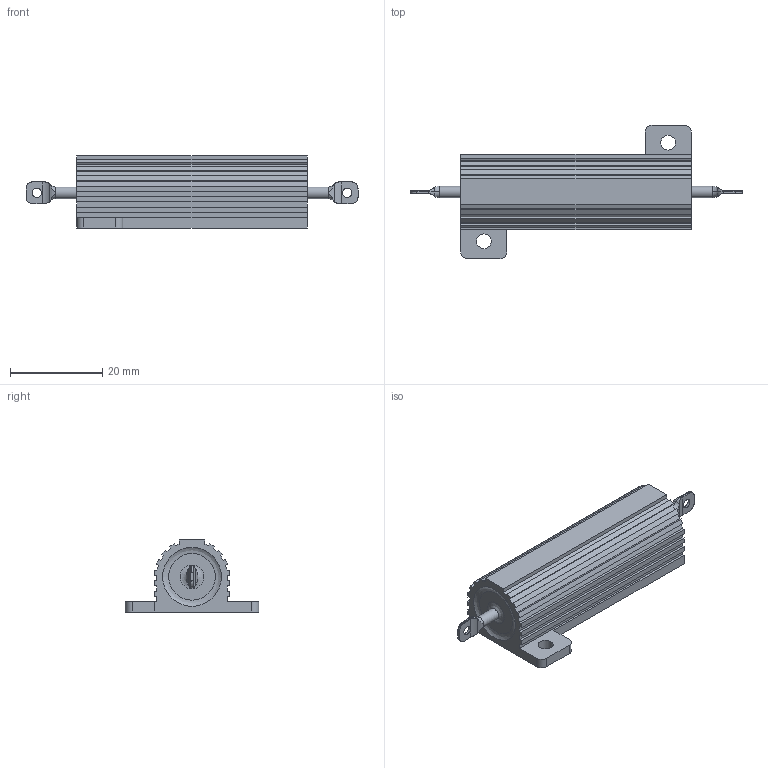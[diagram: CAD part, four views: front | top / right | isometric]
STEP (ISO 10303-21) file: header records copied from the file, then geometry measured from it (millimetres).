
FILE_DESCRIPTION(('FreeCAD Model'),'2;1');
FILE_NAME('Open CASCADE Shape Model','2024-08-25T18:38:03',(''),(''), 'Open CASCADE STEP processor 7.6','FreeCAD','Unknown');
FILE_SCHEMA(('AP242_MANAGED_MODEL_BASED_3D_ENGINEERING_MIM_LF. {1 0 10303 442 1 1 4 }'));
Length unit declared in the file: millimetre
Products named in the file (4): _0W_2Ohm_Power_Resistor; Body; Body001; Body002
Assembly tree (3 placements, depth 2):
  _0W_2Ohm_Power_Resistor
    Body
    Body001
    Body002
Bounding box: 72 x 28.96 x 15.62 mm (x, y, z)
Volume: 11292.9 mm3; surface area: 9281.1 mm2
Topology: 3 solids, 3 shells, 120 faces, 326 edges, 212 vertices
Faces by surface type: plane 72, cylinder 26, revolution 22
Full cylindrical faces by diameter (mm): 2 x2, 2.5 x2, 3.2 x2, 12.75 x2
Entity records: 10378 total; most frequent: CARTESIAN_POINT 4004, DIRECTION 1074, LINE 664, VECTOR 664, ORIENTED_EDGE 652, PCURVE 652, DEFINITIONAL_REPRESENTATION 652, EDGE_CURVE 326
